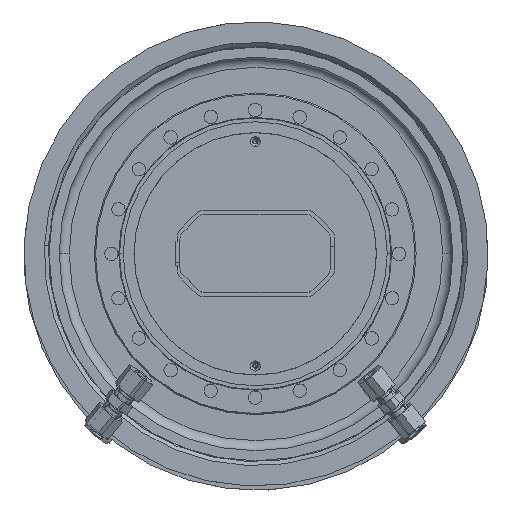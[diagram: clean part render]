
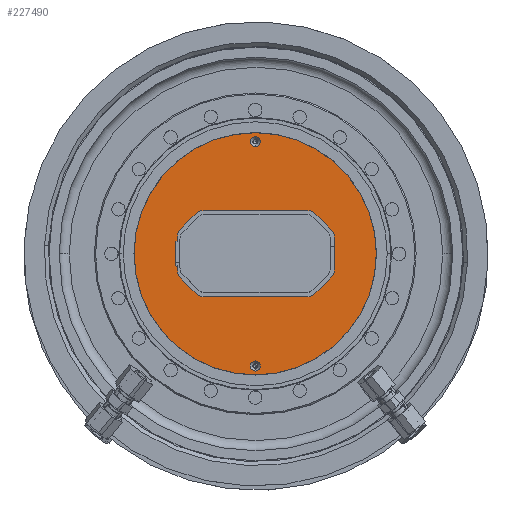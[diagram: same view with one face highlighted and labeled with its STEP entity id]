
A CAD part, top view. The second image highlights one B-rep face of the part: STEP entity #227490.
In plain terms, the highlighted face is planar.
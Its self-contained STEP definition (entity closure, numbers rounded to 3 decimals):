
#220750=CARTESIAN_POINT('',(55.314,109.53,0.));
#220760=VERTEX_POINT('',#220750);
#220810=CARTESIAN_POINT('',(131.514,109.53,0.));
#220820=DIRECTION('',(0.,0.,-1.));
#220830=DIRECTION('',(-1.,0.,0.));
#220840=AXIS2_PLACEMENT_3D('',#220810,#220820,#220830);
#220850=CIRCLE('',#220840,76.2);
#220860=CARTESIAN_POINT('',(207.714,109.53,
0.));
#220870=VERTEX_POINT('',#220860);
#220880=EDGE_CURVE('',#220760,#220870,#220850,.T.);
#221130=CARTESIAN_POINT('',(155.517,112.054,
0.));
#221140=DIRECTION('',(0.,1.,0.));
#221150=VECTOR('',#221140,1.);
#221160=LINE('',#221130,#221150);
#221170=CARTESIAN_POINT('',(155.517,78.513,
0.));
#221180=VERTEX_POINT('',#221170);
#221190=CARTESIAN_POINT('',(155.517,140.878,
0.));
#221200=VERTEX_POINT('',#221190);
#221210=EDGE_CURVE('',#221180,#221200,#221160,.T.);
#221530=CARTESIAN_POINT('',(152.304,146.721,
0.));
#221540=DIRECTION('',(-0.707,0.707,
0.));
#221550=VECTOR('',#221540,1.);
#221560=LINE('',#221530,#221550);
#221570=CARTESIAN_POINT('',(153.657,145.368,
0.));
#221580=VERTEX_POINT('',#221570);
#221590=CARTESIAN_POINT('',(141.342,157.683,
0.));
#221600=VERTEX_POINT('',#221590);
#221610=EDGE_CURVE('',#221580,#221600,#221560,.T.);
#221930=CARTESIAN_POINT('',(145.45,65.815,
0.));
#221940=DIRECTION('',(0.707,0.707,
0.));
#221950=VECTOR('',#221940,1.);
#221960=LINE('',#221930,#221950);
#221970=CARTESIAN_POINT('',(141.012,61.378,
0.));
#221980=VERTEX_POINT('',#221970);
#221990=CARTESIAN_POINT('',(153.657,74.022,
0.));
#222000=VERTEX_POINT('',#221990);
#222010=EDGE_CURVE('',#221980,#222000,#221960,.T.);
#222390=CARTESIAN_POINT('',(64.077,109.53,
0.));
#222400=VERTEX_POINT('',#222390);
#222560=CARTESIAN_POINT('',(57.727,109.53,
0.));
#222570=VERTEX_POINT('',#222560);
#222600=CARTESIAN_POINT('',(60.902,109.53,0.));
#222610=DIRECTION('',(0.,0.,1.));
#222620=DIRECTION('',(1.,0.,0.));
#222630=AXIS2_PLACEMENT_3D('',#222600,#222610,#222620);
#222640=CIRCLE('',#222630,3.175);
#222650=EDGE_CURVE('',#222570,#222400,#222640,.T.);
#222750=CARTESIAN_POINT('',(0.,159.543,0.));
#222760=DIRECTION('',(-1.,0.,0.));
#222770=VECTOR('',#222760,1.);
#222780=LINE('',#222750,#222770);
#222790=CARTESIAN_POINT('',(136.852,159.543,
0.));
#222800=VERTEX_POINT('',#222790);
#222810=CARTESIAN_POINT('',(126.175,159.543,
0.));
#222820=VERTEX_POINT('',#222810);
#222830=EDGE_CURVE('',#222800,#222820,#222780,.T.);
#223470=CARTESIAN_POINT('',(0.,59.518,0.));
#223480=DIRECTION('',(1.,0.,0.));
#223490=VECTOR('',#223480,1.);
#223500=LINE('',#223470,#223490);
#223510=CARTESIAN_POINT('',(126.505,59.518,
0.));
#223520=VERTEX_POINT('',#223510);
#223530=CARTESIAN_POINT('',(136.522,59.518,
0.));
#223540=VERTEX_POINT('',#223530);
#223550=EDGE_CURVE('',#223520,#223540,#223500,.T.);
#223930=CARTESIAN_POINT('',(205.301,109.53,
0.));
#223940=VERTEX_POINT('',#223930);
#224100=CARTESIAN_POINT('',(198.951,109.53,
0.));
#224110=VERTEX_POINT('',#224100);
#224140=CARTESIAN_POINT('',(202.126,109.53,0.));
#224150=DIRECTION('',(0.,0.,1.));
#224160=DIRECTION('',(1.,0.,0.));
#224170=AXIS2_PLACEMENT_3D('',#224140,#224150,#224160);
#224180=CIRCLE('',#224170,3.175);
#224190=EDGE_CURVE('',#224110,#223940,#224180,.T.);
#224290=CARTESIAN_POINT('',(109.668,145.666,
0.));
#224300=DIRECTION('',(0.707,0.707,
0.));
#224310=VECTOR('',#224300,1.);
#224320=LINE('',#224290,#224310);
#224330=CARTESIAN_POINT('',(109.37,145.368,
0.));
#224340=VERTEX_POINT('',#224330);
#224350=CARTESIAN_POINT('',(121.685,157.683,
0.));
#224360=VERTEX_POINT('',#224350);
#224370=EDGE_CURVE('',#224340,#224360,#224320,.T.);
#226100=CARTESIAN_POINT('',(122.015,61.378,
0.));
#226110=VERTEX_POINT('',#226100);
#226190=CARTESIAN_POINT('',(109.37,74.022,
0.));
#226200=VERTEX_POINT('',#226190);
#226230=CARTESIAN_POINT('',(117.578,65.815,
0.));
#226240=DIRECTION('',(-0.707,0.707,
0.));
#226250=VECTOR('',#226240,1.);
#226260=LINE('',#226230,#226250);
#226270=EDGE_CURVE('',#226110,#226200,#226260,.T.);
#226370=CARTESIAN_POINT('',(107.511,98.902,
0.));
#226380=DIRECTION('',(0.,1.,0.));
#226390=VECTOR('',#226380,1.);
#226400=LINE('',#226370,#226390);
#226410=CARTESIAN_POINT('',(107.511,78.513,
0.));
#226420=VERTEX_POINT('',#226410);
#226430=CARTESIAN_POINT('',(107.511,140.878,
0.));
#226440=VERTEX_POINT('',#226430);
#226450=EDGE_CURVE('',#226420,#226440,#226400,.T.);
#226630=CARTESIAN_POINT('',(206.507,109.53,0.));
#226640=DIRECTION('',(0.,0.,-1.));
#226650=DIRECTION('',(0.,1.,0.));
#226660=AXIS2_PLACEMENT_3D('',#226630,#226640,#226650);
#226670=PLANE('',#226660);
#226680=CARTESIAN_POINT('',(136.522,65.868,
0.));
#226690=DIRECTION('',(0.,0.,-1.));
#226700=DIRECTION('',(-1.,0.,0.));
#226710=AXIS2_PLACEMENT_3D('',#226680,#226690,#226700);
#226720=CIRCLE('',#226710,6.35);
#226730=EDGE_CURVE('',#221980,#223540,#226720,.T.);
#226740=ORIENTED_EDGE('',*,*,#226730,.F.);
#226750=ORIENTED_EDGE('',*,*,#223550,.T.);
#226760=CARTESIAN_POINT('',(126.505,65.868,
0.));
#226770=DIRECTION('',(0.,0.,1.));
#226780=DIRECTION('',(1.,0.,0.));
#226790=AXIS2_PLACEMENT_3D('',#226760,#226770,#226780);
#226800=CIRCLE('',#226790,6.35);
#226810=EDGE_CURVE('',#226110,#223520,#226800,.T.);
#226820=ORIENTED_EDGE('',*,*,#226810,.T.);
#226830=ORIENTED_EDGE('',*,*,#226270,.F.);
#226840=CARTESIAN_POINT('',(113.861,78.513,
0.));
#226850=DIRECTION('',(0.,0.,1.));
#226860=DIRECTION('',(1.,0.,0.));
#226870=AXIS2_PLACEMENT_3D('',#226840,#226850,#226860);
#226880=CIRCLE('',#226870,6.35);
#226890=EDGE_CURVE('',#226420,#226200,#226880,.T.);
#226900=ORIENTED_EDGE('',*,*,#226890,.T.);
#226910=ORIENTED_EDGE('',*,*,#226450,.F.);
#226920=CARTESIAN_POINT('',(113.861,140.878,
0.));
#226930=DIRECTION('',(0.,0.,1.));
#226940=DIRECTION('',(1.,0.,0.));
#226950=AXIS2_PLACEMENT_3D('',#226920,#226930,#226940);
#226960=CIRCLE('',#226950,6.35);
#226970=EDGE_CURVE('',#224340,#226440,#226960,.T.);
#226980=ORIENTED_EDGE('',*,*,#226970,.T.);
#226990=ORIENTED_EDGE('',*,*,#224370,.F.);
#227000=CARTESIAN_POINT('',(126.175,153.193,
0.));
#227010=DIRECTION('',(0.,0.,-1.));
#227020=DIRECTION('',(-1.,0.,0.));
#227030=AXIS2_PLACEMENT_3D('',#227000,#227010,#227020);
#227040=CIRCLE('',#227030,6.35);
#227050=EDGE_CURVE('',#224360,#222820,#227040,.T.);
#227060=ORIENTED_EDGE('',*,*,#227050,.F.);
#227070=ORIENTED_EDGE('',*,*,#222830,.T.);
#227080=CARTESIAN_POINT('',(136.852,153.193,
0.));
#227090=DIRECTION('',(0.,0.,1.));
#227100=DIRECTION('',(1.,0.,0.));
#227110=AXIS2_PLACEMENT_3D('',#227080,#227090,#227100);
#227120=CIRCLE('',#227110,6.35);
#227130=EDGE_CURVE('',#221600,#222800,#227120,.T.);
#227140=ORIENTED_EDGE('',*,*,#227130,.T.);
#227150=ORIENTED_EDGE('',*,*,#221610,.T.);
#227160=CARTESIAN_POINT('',(149.167,140.878,
0.));
#227170=DIRECTION('',(0.,0.,1.));
#227180=DIRECTION('',(1.,0.,0.));
#227190=AXIS2_PLACEMENT_3D('',#227160,#227170,#227180);
#227200=CIRCLE('',#227190,6.35);
#227210=EDGE_CURVE('',#221200,#221580,#227200,.T.);
#227220=ORIENTED_EDGE('',*,*,#227210,.T.);
#227230=ORIENTED_EDGE('',*,*,#221210,.T.);
#227240=CARTESIAN_POINT('',(149.167,78.513,
0.));
#227250=DIRECTION('',(0.,0.,1.));
#227260=DIRECTION('',(1.,0.,0.));
#227270=AXIS2_PLACEMENT_3D('',#227240,#227250,#227260);
#227280=CIRCLE('',#227270,6.35);
#227290=EDGE_CURVE('',#222000,#221180,#227280,.T.);
#227300=ORIENTED_EDGE('',*,*,#227290,.T.);
#227310=ORIENTED_EDGE('',*,*,#222010,.T.);
#227320=EDGE_LOOP('',(#227310,#227300,#227230,#227220,#227150,#227140,
#227070,#227060,#226990,#226980,#226910,#226900,#226830,#226820,#226750,
#226740));
#227330=FACE_BOUND('',#227320,.T.);
#227340=EDGE_CURVE('',#223940,#224110,#224180,.T.);
#227350=ORIENTED_EDGE('',*,*,#227340,.T.);
#227360=ORIENTED_EDGE('',*,*,#224190,.T.);
#227370=EDGE_LOOP('',(#227360,#227350));
#227380=FACE_BOUND('',#227370,.T.);
#227390=EDGE_CURVE('',#222400,#222570,#222640,.T.);
#227400=ORIENTED_EDGE('',*,*,#227390,.T.);
#227410=ORIENTED_EDGE('',*,*,#222650,.T.);
#227420=EDGE_LOOP('',(#227410,#227400));
#227430=FACE_BOUND('',#227420,.T.);
#227440=EDGE_CURVE('',#220870,#220760,#220850,.T.);
#227450=ORIENTED_EDGE('',*,*,#227440,.T.);
#227460=ORIENTED_EDGE('',*,*,#220880,.T.);
#227470=EDGE_LOOP('',(#227460,#227450));
#227480=FACE_OUTER_BOUND('',#227470,.T.);
#227490=ADVANCED_FACE('',(#227330,#227380,#227430,#227480),#226670,.T.);
